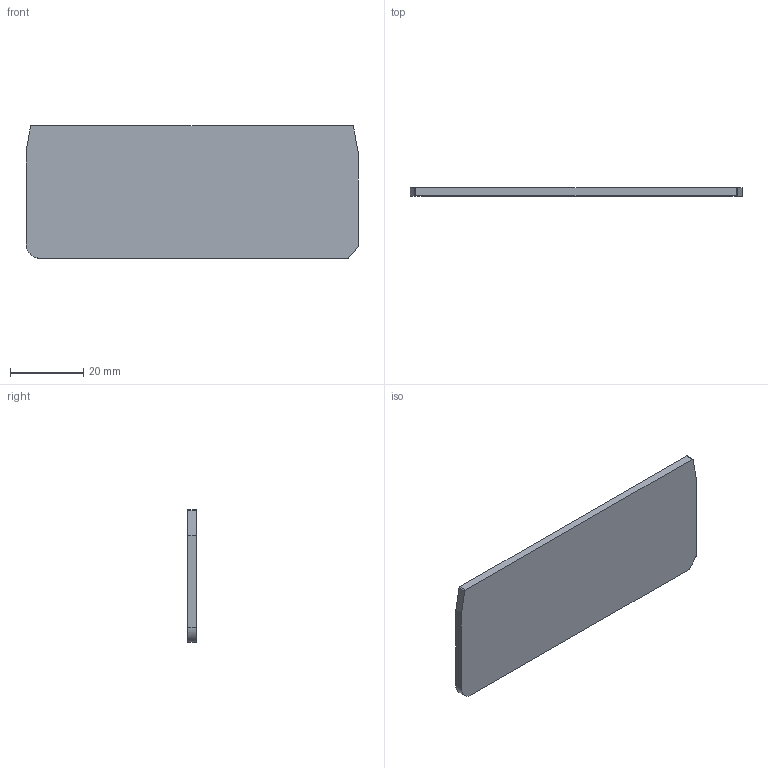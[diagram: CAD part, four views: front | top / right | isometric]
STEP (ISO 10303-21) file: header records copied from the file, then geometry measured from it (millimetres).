
FILE_DESCRIPTION( ('This file contains a STEP AP42 implementation' ,'as created by ZW3D STEP Interface translator.') ,'2;1' );
FILE_NAME( 'DUV6-104-XX-00N.stp' ,'2410 8.131925', (''), ('ZWCAD Software Co.'), 'Version 1.0', 'ZW3D to STEP translator', '' );
FILE_SCHEMA(('CONFIG_CONTROL_DESIGN'));
Length unit declared in the file: millimetre
Products named in the file (1): 0
Bounding box: 90.6 x 2.2 x 36.2 mm (x, y, z)
Volume: 7179.3 mm3; surface area: 7071.5 mm2
Topology: 1 solids, 1 shells, 15 faces, 39 edges, 26 vertices
Faces by surface type: bspline 15
Entity records: 496 total; most frequent: CARTESIAN_POINT 253, ORIENTED_EDGE 78, EDGE_CURVE 39, B_SPLINE_CURVE_WITH_KNOTS 27, VERTEX_POINT 26, EDGE_LOOP 15, FACE_OUTER_BOUND 15, ADVANCED_FACE 15
